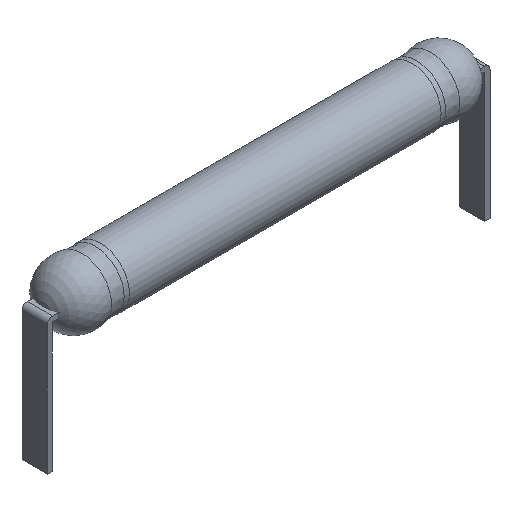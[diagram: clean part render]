
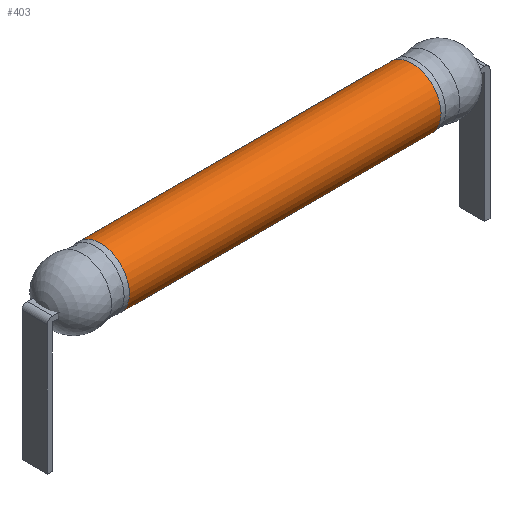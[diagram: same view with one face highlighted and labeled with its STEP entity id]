
A CAD part, isometric view. The second image highlights one B-rep face of the part: STEP entity #403.
In plain terms, the highlighted cylindrical face has radius 0.925 mm (diameter 1.85 mm), a full revolution.
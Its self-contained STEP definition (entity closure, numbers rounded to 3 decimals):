
#403 = ADVANCED_FACE('',(#404),#431,.T.);
#404 = FACE_BOUND('',#405,.T.);
#405 = EDGE_LOOP('',(#406,#415,#423,#430));
#406 = ORIENTED_EDGE('',*,*,#407,.T.);
#407 = EDGE_CURVE('',#408,#408,#410,.T.);
#408 = VERTEX_POINT('',#409);
#409 = CARTESIAN_POINT('',(-4.928,0.925,0.));
#410 = CIRCLE('',#411,0.925);
#411 = AXIS2_PLACEMENT_3D('',#412,#413,#414);
#412 = CARTESIAN_POINT('',(-4.928,0.,0.));
#413 = DIRECTION('',(1.,0.,0.));
#414 = DIRECTION('',(-0.,1.,0.));
#415 = ORIENTED_EDGE('',*,*,#416,.T.);
#416 = EDGE_CURVE('',#408,#417,#419,.T.);
#417 = VERTEX_POINT('',#418);
#418 = CARTESIAN_POINT('',(4.928,0.925,0.));
#419 = LINE('',#420,#421);
#420 = CARTESIAN_POINT('',(-4.928,0.925,0.));
#421 = VECTOR('',#422,1.);
#422 = DIRECTION('',(1.,0.,0.));
#423 = ORIENTED_EDGE('',*,*,#424,.F.);
#424 = EDGE_CURVE('',#417,#417,#425,.T.);
#425 = CIRCLE('',#426,0.925);
#426 = AXIS2_PLACEMENT_3D('',#427,#428,#429);
#427 = CARTESIAN_POINT('',(4.928,0.,0.));
#428 = DIRECTION('',(1.,0.,0.));
#429 = DIRECTION('',(-0.,1.,0.));
#430 = ORIENTED_EDGE('',*,*,#416,.F.);
#431 = CYLINDRICAL_SURFACE('',#432,0.925);
#432 = AXIS2_PLACEMENT_3D('',#433,#434,#435);
#433 = CARTESIAN_POINT('',(-4.928,0.,0.));
#434 = DIRECTION('',(1.,0.,0.));
#435 = DIRECTION('',(-0.,1.,0.));
